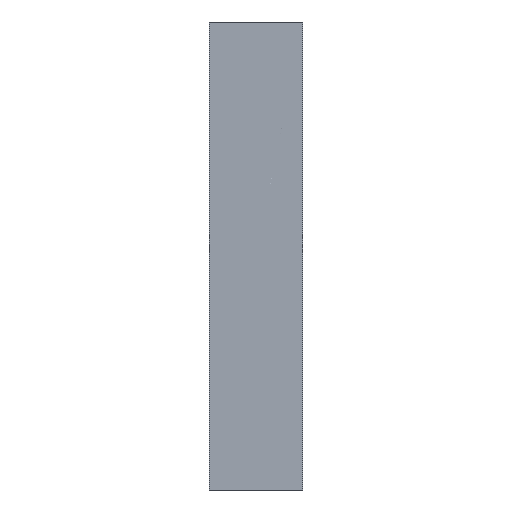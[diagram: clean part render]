
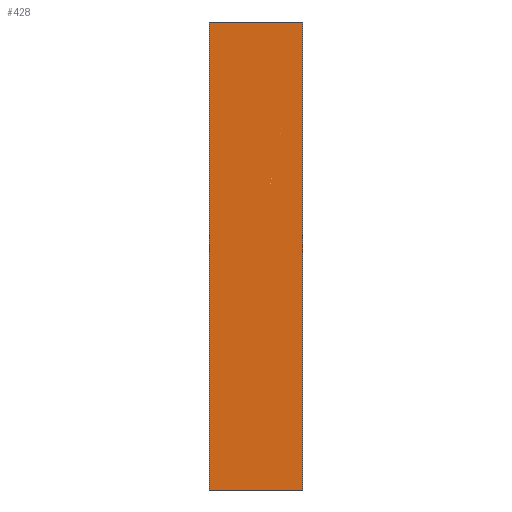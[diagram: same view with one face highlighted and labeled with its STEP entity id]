
A CAD part, front view. The second image highlights one B-rep face of the part: STEP entity #428.
In plain terms, the highlighted planar face has unit normal (0, -1, 0).
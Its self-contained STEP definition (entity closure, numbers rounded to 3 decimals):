
#24 = CARTESIAN_POINT ( 'NONE',  ( 4., -800., 20. ) ) ;
#35 = CARTESIAN_POINT ( 'NONE',  ( 4., -800., -20. ) ) ;
#40 = EDGE_LOOP ( 'NONE', ( #287, #409, #170, #419 ) ) ;
#46 = VERTEX_POINT ( 'NONE', #314 ) ;
#75 = CARTESIAN_POINT ( 'NONE',  ( 4., -800., -20. ) ) ;
#112 = FACE_OUTER_BOUND ( 'NONE', #40, .T. ) ;
#170 = ORIENTED_EDGE ( 'NONE', *, *, #586, .T. ) ;
#206 = DIRECTION ( 'NONE',  ( 0., 0., -1. ) ) ;
#211 = CARTESIAN_POINT ( 'NONE',  ( 4., -800., -20. ) ) ;
#283 = VERTEX_POINT ( 'NONE', #525 ) ;
#287 = ORIENTED_EDGE ( 'NONE', *, *, #728, .F. ) ;
#288 = DIRECTION ( 'NONE',  ( -1., 0., 0. ) ) ;
#309 = DIRECTION ( 'NONE',  ( 0., -1., 0. ) ) ;
#314 = CARTESIAN_POINT ( 'NONE',  ( 4., -800., -20. ) ) ;
#352 = LINE ( 'NONE', #24, #731 ) ;
#360 = CARTESIAN_POINT ( 'NONE',  ( -4., -800., -20. ) ) ;
#371 = PLANE ( 'NONE',  #557 ) ;
#409 = ORIENTED_EDGE ( 'NONE', *, *, #573, .F. ) ;
#416 = DIRECTION ( 'NONE',  ( -1., 0., 0. ) ) ;
#419 = ORIENTED_EDGE ( 'NONE', *, *, #653, .T. ) ;
#422 = VERTEX_POINT ( 'NONE', #698 ) ;
#428 = ADVANCED_FACE ( 'NONE', ( #112 ), #371, .T. ) ;
#482 = LINE ( 'NONE', #75, #520 ) ;
#519 = CARTESIAN_POINT ( 'NONE',  ( 4., -800., 20. ) ) ;
#520 = VECTOR ( 'NONE', #739, 1000. ) ;
#525 = CARTESIAN_POINT ( 'NONE',  ( -4., -800., 20. ) ) ;
#557 = AXIS2_PLACEMENT_3D ( 'NONE', #35, #309, #206 ) ;
#564 = VECTOR ( 'NONE', #288, 1000. ) ;
#573 = EDGE_CURVE ( 'NONE', #46, #422, #855, .T. ) ;
#586 = EDGE_CURVE ( 'NONE', #46, #789, #482, .T. ) ;
#625 = DIRECTION ( 'NONE',  ( 0., 0., 1. ) ) ;
#653 = EDGE_CURVE ( 'NONE', #789, #283, #352, .T. ) ;
#690 = LINE ( 'NONE', #360, #715 ) ;
#698 = CARTESIAN_POINT ( 'NONE',  ( -4., -800., -20. ) ) ;
#715 = VECTOR ( 'NONE', #625, 1000. ) ;
#728 = EDGE_CURVE ( 'NONE', #422, #283, #690, .T. ) ;
#731 = VECTOR ( 'NONE', #416, 1000. ) ;
#739 = DIRECTION ( 'NONE',  ( 0., 0., 1. ) ) ;
#789 = VERTEX_POINT ( 'NONE', #519 ) ;
#855 = LINE ( 'NONE', #211, #564 ) ;
